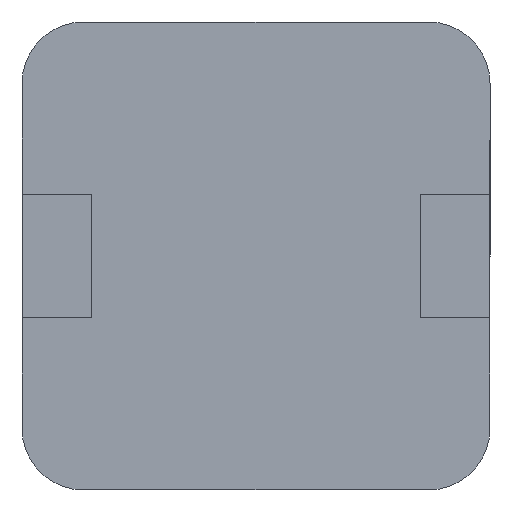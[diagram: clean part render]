
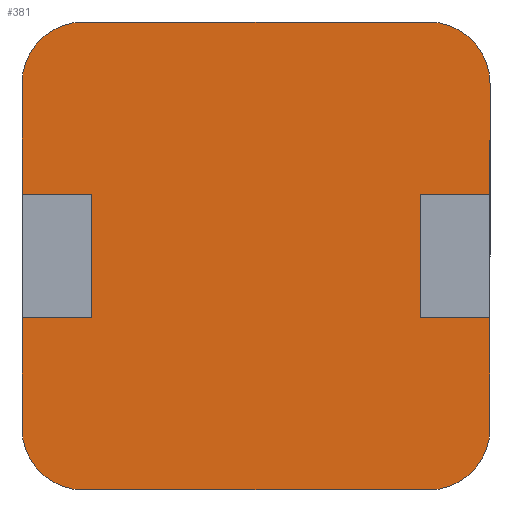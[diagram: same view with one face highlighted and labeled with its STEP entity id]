
A CAD part, front view. The second image highlights one B-rep face of the part: STEP entity #381.
In plain terms, the highlighted planar face has unit normal (0, -1, 0).
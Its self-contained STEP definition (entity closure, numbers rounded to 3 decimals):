
#7 = AXIS2_PLACEMENT_3D ( 'NONE', #1292, #1222, #86 ) ;
#13 = CARTESIAN_POINT ( 'NONE',  ( 3.8, 0., 2.8 ) ) ;
#16 = VERTEX_POINT ( 'NONE', #1203 ) ;
#20 = LINE ( 'NONE', #1433, #93 ) ;
#26 = EDGE_CURVE ( 'NONE', #1267, #497, #516, .T. ) ;
#49 = ORIENTED_EDGE ( 'NONE', *, *, #1112, .F. ) ;
#75 = CARTESIAN_POINT ( 'NONE',  ( -2.67, 0., -1. ) ) ;
#80 = CARTESIAN_POINT ( 'NONE',  ( 2.67, 0., -1. ) ) ;
#86 = DIRECTION ( 'NONE',  ( 0., 0., 1. ) ) ;
#91 = CARTESIAN_POINT ( 'NONE',  ( -3.8, 0., -1. ) ) ;
#93 = VECTOR ( 'NONE', #170, 1000. ) ;
#105 = VERTEX_POINT ( 'NONE', #80 ) ;
#110 = CIRCLE ( 'NONE', #877, 1. ) ;
#111 = DIRECTION ( 'NONE',  ( 1., 0., 0. ) ) ;
#126 = LINE ( 'NONE', #1268, #262 ) ;
#143 = VECTOR ( 'NONE', #528, 1000. ) ;
#150 = LINE ( 'NONE', #838, #923 ) ;
#159 = DIRECTION ( 'NONE',  ( 0., -1., 0. ) ) ;
#162 = DIRECTION ( 'NONE',  ( 0., 0., -1. ) ) ;
#165 = DIRECTION ( 'NONE',  ( 0., 0., 1. ) ) ;
#169 = VERTEX_POINT ( 'NONE', #983 ) ;
#170 = DIRECTION ( 'NONE',  ( 0., 0., -1. ) ) ;
#171 = CARTESIAN_POINT ( 'NONE',  ( -3.8, 0., 1. ) ) ;
#178 = EDGE_CURVE ( 'NONE', #449, #1088, #1405, .T. ) ;
#215 = ORIENTED_EDGE ( 'NONE', *, *, #828, .F. ) ;
#217 = DIRECTION ( 'NONE',  ( 0., 0., -1. ) ) ;
#229 = LINE ( 'NONE', #920, #1414 ) ;
#231 = EDGE_CURVE ( 'NONE', #169, #602, #269, .T. ) ;
#241 = CARTESIAN_POINT ( 'NONE',  ( 3.8, 0., -2.8 ) ) ;
#246 = CIRCLE ( 'NONE', #7, 1. ) ;
#259 = EDGE_CURVE ( 'NONE', #602, #996, #1051, .T. ) ;
#262 = VECTOR ( 'NONE', #111, 1000. ) ;
#269 = LINE ( 'NONE', #241, #413 ) ;
#296 = CARTESIAN_POINT ( 'NONE',  ( -2.67, 0., 1. ) ) ;
#305 = CARTESIAN_POINT ( 'NONE',  ( 2.8, 0., -3.8 ) ) ;
#318 = VECTOR ( 'NONE', #165, 1000. ) ;
#322 = EDGE_CURVE ( 'NONE', #497, #1028, #505, .T. ) ;
#349 = FACE_OUTER_BOUND ( 'NONE', #764, .T. ) ;
#381 = ADVANCED_FACE ( 'NONE', ( #349 ), #955, .T. ) ;
#382 = CARTESIAN_POINT ( 'NONE',  ( 3.8, 0., -2.8 ) ) ;
#393 = EDGE_CURVE ( 'NONE', #1088, #1093, #647, .T. ) ;
#413 = VECTOR ( 'NONE', #698, 1000. ) ;
#422 = VECTOR ( 'NONE', #1081, 1000. ) ;
#423 = CARTESIAN_POINT ( 'NONE',  ( -2.8, 0., 3.8 ) ) ;
#433 = DIRECTION ( 'NONE',  ( -1., 0., 0. ) ) ;
#444 = DIRECTION ( 'NONE',  ( 0., 1., 0. ) ) ;
#449 = VERTEX_POINT ( 'NONE', #75 ) ;
#473 = EDGE_CURVE ( 'NONE', #796, #556, #229, .T. ) ;
#474 = DIRECTION ( 'NONE',  ( 0., 1., 0. ) ) ;
#497 = VERTEX_POINT ( 'NONE', #932 ) ;
#505 = LINE ( 'NONE', #843, #318 ) ;
#506 = CARTESIAN_POINT ( 'NONE',  ( -3.8, 0., 2.8 ) ) ;
#516 = CIRCLE ( 'NONE', #981, 1. ) ;
#520 = ORIENTED_EDGE ( 'NONE', *, *, #623, .F. ) ;
#528 = DIRECTION ( 'NONE',  ( 0., 0., 1. ) ) ;
#531 = ORIENTED_EDGE ( 'NONE', *, *, #775, .F. ) ;
#538 = CARTESIAN_POINT ( 'NONE',  ( -2.67, 0., 1. ) ) ;
#556 = VERTEX_POINT ( 'NONE', #938 ) ;
#602 = VERTEX_POINT ( 'NONE', #382 ) ;
#623 = EDGE_CURVE ( 'NONE', #556, #105, #20, .T. ) ;
#626 = VERTEX_POINT ( 'NONE', #506 ) ;
#637 = CARTESIAN_POINT ( 'NONE',  ( -3.8, 0., -2.8 ) ) ;
#647 = LINE ( 'NONE', #171, #422 ) ;
#649 = EDGE_CURVE ( 'NONE', #996, #1267, #668, .T. ) ;
#659 = VECTOR ( 'NONE', #689, 1000. ) ;
#668 = LINE ( 'NONE', #1253, #1456 ) ;
#669 = CARTESIAN_POINT ( 'NONE',  ( 3.8, 0., 1. ) ) ;
#689 = DIRECTION ( 'NONE',  ( 1., 0., 0. ) ) ;
#698 = DIRECTION ( 'NONE',  ( 0., 0., -1. ) ) ;
#717 = AXIS2_PLACEMENT_3D ( 'NONE', #1173, #474, #1291 ) ;
#738 = ORIENTED_EDGE ( 'NONE', *, *, #259, .F. ) ;
#744 = LINE ( 'NONE', #802, #659 ) ;
#764 = EDGE_LOOP ( 'NONE', ( #520, #1352, #215, #49, #1324, #1213, #1131, #782, #767, #531, #1404, #1431, #1142, #738, #855, #1480 ) ) ;
#767 = ORIENTED_EDGE ( 'NONE', *, *, #178, .F. ) ;
#775 = EDGE_CURVE ( 'NONE', #1028, #449, #126, .T. ) ;
#782 = ORIENTED_EDGE ( 'NONE', *, *, #393, .F. ) ;
#787 = CARTESIAN_POINT ( 'NONE',  ( 3.8, 0., -2.8 ) ) ;
#794 = CARTESIAN_POINT ( 'NONE',  ( -2.8, 0., 2.8 ) ) ;
#796 = VERTEX_POINT ( 'NONE', #669 ) ;
#802 = CARTESIAN_POINT ( 'NONE',  ( 3.8, 0., -1. ) ) ;
#828 = EDGE_CURVE ( 'NONE', #976, #796, #1306, .T. ) ;
#838 = CARTESIAN_POINT ( 'NONE',  ( -2.8, 0., 3.8 ) ) ;
#843 = CARTESIAN_POINT ( 'NONE',  ( -3.8, 0., -2.8 ) ) ;
#855 = ORIENTED_EDGE ( 'NONE', *, *, #231, .F. ) ;
#877 = AXIS2_PLACEMENT_3D ( 'NONE', #794, #444, #1249 ) ;
#920 = CARTESIAN_POINT ( 'NONE',  ( 3.8, 0., 1. ) ) ;
#923 = VECTOR ( 'NONE', #1177, 1000. ) ;
#932 = CARTESIAN_POINT ( 'NONE',  ( -3.8, 0., -2.8 ) ) ;
#938 = CARTESIAN_POINT ( 'NONE',  ( 2.67, 0., 1. ) ) ;
#944 = VECTOR ( 'NONE', #217, 1000. ) ;
#955 = PLANE ( 'NONE',  #1178 ) ;
#976 = VERTEX_POINT ( 'NONE', #13 ) ;
#981 = AXIS2_PLACEMENT_3D ( 'NONE', #1195, #1298, #1434 ) ;
#983 = CARTESIAN_POINT ( 'NONE',  ( 3.8, 0., -1. ) ) ;
#988 = DIRECTION ( 'NONE',  ( 0., 0., 1. ) ) ;
#996 = VERTEX_POINT ( 'NONE', #305 ) ;
#1018 = CARTESIAN_POINT ( 'NONE',  ( -2.8, 0., -3.8 ) ) ;
#1019 = LINE ( 'NONE', #637, #143 ) ;
#1028 = VERTEX_POINT ( 'NONE', #91 ) ;
#1051 = CIRCLE ( 'NONE', #717, 1. ) ;
#1054 = EDGE_CURVE ( 'NONE', #1093, #626, #1019, .T. ) ;
#1081 = DIRECTION ( 'NONE',  ( -1., 0., 0. ) ) ;
#1088 = VERTEX_POINT ( 'NONE', #538 ) ;
#1092 = VERTEX_POINT ( 'NONE', #423 ) ;
#1093 = VERTEX_POINT ( 'NONE', #1110 ) ;
#1096 = CARTESIAN_POINT ( 'NONE',  ( 2.8, 0., -2.8 ) ) ;
#1110 = CARTESIAN_POINT ( 'NONE',  ( -3.8, 0., 1. ) ) ;
#1112 = EDGE_CURVE ( 'NONE', #16, #976, #246, .T. ) ;
#1131 = ORIENTED_EDGE ( 'NONE', *, *, #1054, .F. ) ;
#1142 = ORIENTED_EDGE ( 'NONE', *, *, #649, .F. ) ;
#1173 = CARTESIAN_POINT ( 'NONE',  ( 2.8, 0., -2.8 ) ) ;
#1177 = DIRECTION ( 'NONE',  ( 1., 0., 0. ) ) ;
#1178 = AXIS2_PLACEMENT_3D ( 'NONE', #1096, #159, #162 ) ;
#1195 = CARTESIAN_POINT ( 'NONE',  ( -2.8, 0., -2.8 ) ) ;
#1203 = CARTESIAN_POINT ( 'NONE',  ( 2.8, 0., 3.8 ) ) ;
#1207 = EDGE_CURVE ( 'NONE', #626, #1092, #110, .T. ) ;
#1213 = ORIENTED_EDGE ( 'NONE', *, *, #1207, .F. ) ;
#1222 = DIRECTION ( 'NONE',  ( 0., 1., 0. ) ) ;
#1249 = DIRECTION ( 'NONE',  ( 0., 0., 1. ) ) ;
#1253 = CARTESIAN_POINT ( 'NONE',  ( -2.8, 0., -3.8 ) ) ;
#1267 = VERTEX_POINT ( 'NONE', #1018 ) ;
#1268 = CARTESIAN_POINT ( 'NONE',  ( -3.8, 0., -1. ) ) ;
#1272 = DIRECTION ( 'NONE',  ( -1., 0., 0. ) ) ;
#1291 = DIRECTION ( 'NONE',  ( 0., 0., -1. ) ) ;
#1292 = CARTESIAN_POINT ( 'NONE',  ( 2.8, 0., 2.8 ) ) ;
#1298 = DIRECTION ( 'NONE',  ( 0., 1., 0. ) ) ;
#1306 = LINE ( 'NONE', #787, #944 ) ;
#1324 = ORIENTED_EDGE ( 'NONE', *, *, #1430, .F. ) ;
#1340 = EDGE_CURVE ( 'NONE', #105, #169, #744, .T. ) ;
#1352 = ORIENTED_EDGE ( 'NONE', *, *, #473, .F. ) ;
#1404 = ORIENTED_EDGE ( 'NONE', *, *, #322, .F. ) ;
#1405 = LINE ( 'NONE', #296, #1462 ) ;
#1414 = VECTOR ( 'NONE', #1272, 1000. ) ;
#1430 = EDGE_CURVE ( 'NONE', #1092, #16, #150, .T. ) ;
#1431 = ORIENTED_EDGE ( 'NONE', *, *, #26, .F. ) ;
#1433 = CARTESIAN_POINT ( 'NONE',  ( 2.67, 0., 1. ) ) ;
#1434 = DIRECTION ( 'NONE',  ( 0., 0., 1. ) ) ;
#1456 = VECTOR ( 'NONE', #433, 1000. ) ;
#1462 = VECTOR ( 'NONE', #988, 1000. ) ;
#1480 = ORIENTED_EDGE ( 'NONE', *, *, #1340, .F. ) ;
